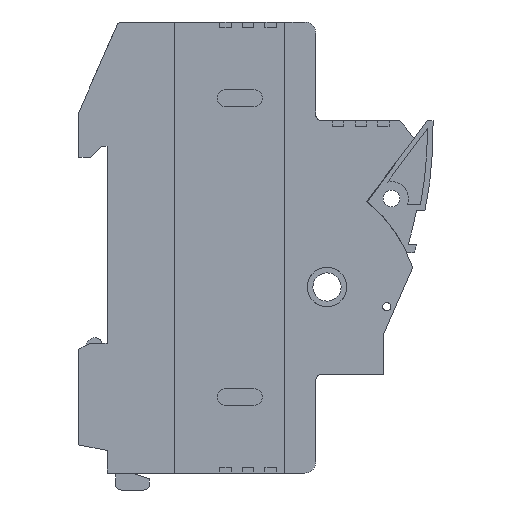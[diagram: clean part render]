
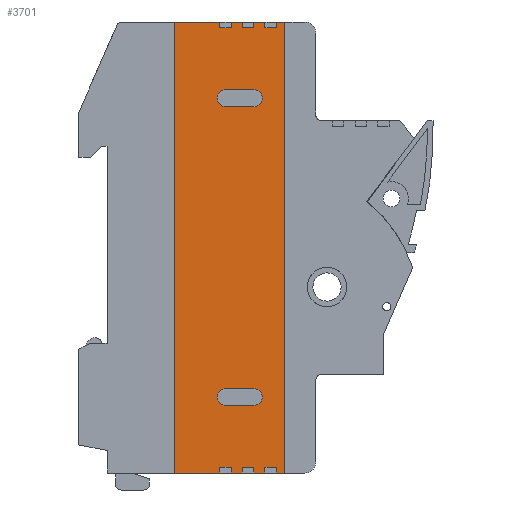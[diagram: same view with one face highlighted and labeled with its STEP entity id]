
A CAD part, left-side view. The second image highlights one B-rep face of the part: STEP entity #3701.
In plain terms, the highlighted planar face has unit normal (-1, 0, 0).
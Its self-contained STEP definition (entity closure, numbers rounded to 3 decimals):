
#1610=CARTESIAN_POINT('',(0.5,-17.0,80.0));
#1611=VERTEX_POINT('',#1610);
#1618=CARTESIAN_POINT('',(0.5,-25.0,80.0));
#1619=VERTEX_POINT('',#1618);
#1620=CARTESIAN_POINT('',(0.5,-17.,80.0));
#1621=DIRECTION('',(0.0,-1.0,0.0));
#1622=VECTOR('',#1621,8.);
#1623=LINE('',#1620,#1622);
#1624=EDGE_CURVE('',#1611,#1619,#1623,.T.);
#1642=CARTESIAN_POINT('',(0.5,-27.0,80.0));
#1643=VERTEX_POINT('',#1642);
#1650=CARTESIAN_POINT('',(0.5,-29.0,80.0));
#1651=VERTEX_POINT('',#1650);
#1652=CARTESIAN_POINT('',(0.5,-27.,80.0));
#1653=DIRECTION('',(0.0,-1.0,0.0));
#1654=VECTOR('',#1653,2.);
#1655=LINE('',#1652,#1654);
#1656=EDGE_CURVE('',#1643,#1651,#1655,.T.);
#1674=CARTESIAN_POINT('',(0.5,-31.0,80.0));
#1675=VERTEX_POINT('',#1674);
#1682=CARTESIAN_POINT('',(0.5,-33.0,80.0));
#1683=VERTEX_POINT('',#1682);
#1684=CARTESIAN_POINT('',(0.5,-31.0,80.0));
#1685=DIRECTION('',(0.0,-1.0,0.0));
#1686=VECTOR('',#1685,2.0);
#1687=LINE('',#1684,#1686);
#1688=EDGE_CURVE('',#1675,#1683,#1687,.T.);
#1706=CARTESIAN_POINT('',(0.5,-35.0,80.0));
#1707=VERTEX_POINT('',#1706);
#1714=CARTESIAN_POINT('',(0.5,-36.5,80.0));
#1715=VERTEX_POINT('',#1714);
#1716=CARTESIAN_POINT('',(0.5,-35.0,80.0));
#1717=DIRECTION('',(0.0,-1.0,0.0));
#1718=VECTOR('',#1717,1.5);
#1719=LINE('',#1716,#1718);
#1720=EDGE_CURVE('',#1707,#1715,#1719,.T.);
#2826=CARTESIAN_POINT('',(0.5,-31.0,68.0));
#2827=VERTEX_POINT('',#2826);
#2828=CARTESIAN_POINT('',(0.5,-31.0,65.));
#2829=VERTEX_POINT('',#2828);
#2830=CARTESIAN_POINT('',(0.5,-31.0,66.5));
#2831=DIRECTION('',(1.0,0.0,0.0));
#2832=DIRECTION('',(0.0,0.0,1.0));
#2833=AXIS2_PLACEMENT_3D('',#2830,#2831,#2832);
#2834=CIRCLE('',#2833,1.5);
#2835=EDGE_CURVE('',#2827,#2829,#2834,.T.);
#2869=CARTESIAN_POINT('',(0.5,-26.0,68.0));
#2870=VERTEX_POINT('',#2869);
#2871=CARTESIAN_POINT('',(0.5,-26.0,68.0));
#2872=DIRECTION('',(0.0,-1.0,0.0));
#2873=VECTOR('',#2872,5.0);
#2874=LINE('',#2871,#2873);
#2875=EDGE_CURVE('',#2870,#2827,#2874,.T.);
#2899=CARTESIAN_POINT('',(0.5,-26.0,65.));
#2900=VERTEX_POINT('',#2899);
#2901=CARTESIAN_POINT('',(0.5,-26.0,66.5));
#2902=DIRECTION('',(1.0,0.0,0.0));
#2903=DIRECTION('',(0.0,0.0,-1.0));
#2904=AXIS2_PLACEMENT_3D('',#2901,#2902,#2903);
#2905=CIRCLE('',#2904,1.5);
#2906=EDGE_CURVE('',#2900,#2870,#2905,.T.);
#2932=CARTESIAN_POINT('',(0.5,-31.0,65.));
#2933=DIRECTION('',(0.0,1.0,0.0));
#2934=VECTOR('',#2933,5.0);
#2935=LINE('',#2932,#2934);
#2936=EDGE_CURVE('',#2829,#2900,#2935,.T.);
#2966=CARTESIAN_POINT('',(0.5,-31.0,15.0));
#2967=VERTEX_POINT('',#2966);
#2968=CARTESIAN_POINT('',(0.5,-31.0,12.));
#2969=VERTEX_POINT('',#2968);
#2970=CARTESIAN_POINT('',(0.5,-31.0,13.5));
#2971=DIRECTION('',(1.0,0.0,0.0));
#2972=DIRECTION('',(0.0,0.0,-1.0));
#2973=AXIS2_PLACEMENT_3D('',#2970,#2971,#2972);
#2974=CIRCLE('',#2973,1.5);
#2975=EDGE_CURVE('',#2967,#2969,#2974,.T.);
#3008=CARTESIAN_POINT('',(0.5,-26.0,15.0));
#3009=VERTEX_POINT('',#3008);
#3010=CARTESIAN_POINT('',(0.5,-26.0,15.0));
#3011=DIRECTION('',(0.0,-1.0,0.0));
#3012=VECTOR('',#3011,5.0);
#3013=LINE('',#3010,#3012);
#3014=EDGE_CURVE('',#3009,#2967,#3013,.T.);
#3039=CARTESIAN_POINT('',(0.5,-26.0,12.));
#3040=VERTEX_POINT('',#3039);
#3041=CARTESIAN_POINT('',(0.5,-26.0,13.5));
#3042=DIRECTION('',(1.0,0.0,0.0));
#3043=DIRECTION('',(0.0,0.0,1.0));
#3044=AXIS2_PLACEMENT_3D('',#3041,#3042,#3043);
#3045=CIRCLE('',#3044,1.5);
#3046=EDGE_CURVE('',#3040,#3009,#3045,.T.);
#3073=CARTESIAN_POINT('',(0.5,-31.0,12.));
#3074=DIRECTION('',(0.0,1.0,0.0));
#3075=VECTOR('',#3074,5.0);
#3076=LINE('',#3073,#3075);
#3077=EDGE_CURVE('',#2969,#3040,#3076,.T.);
#3466=CARTESIAN_POINT('',(0.5,-17.0,0.0));
#3467=VERTEX_POINT('',#3466);
#3474=CARTESIAN_POINT('',(0.5,-17.0,0.0));
#3475=DIRECTION('',(0.0,0.0,1.0));
#3476=VECTOR('',#3475,80.0);
#3477=LINE('',#3474,#3476);
#3478=EDGE_CURVE('',#3467,#1611,#3477,.T.);
#3491=CARTESIAN_POINT('',(0.5,-36.5,0.0));
#3492=VERTEX_POINT('',#3491);
#3493=CARTESIAN_POINT('',(0.5,-36.5,80.0));
#3494=DIRECTION('',(0.0,0.0,-1.0));
#3495=VECTOR('',#3494,80.0);
#3496=LINE('',#3493,#3495);
#3497=EDGE_CURVE('',#1715,#3492,#3496,.T.);
#3508=CARTESIAN_POINT('',(0.5,-26.935,40.));
#3509=DIRECTION('',(1.0,0.0,0.0));
#3510=DIRECTION('',(0.0,0.0,-1.0));
#3511=AXIS2_PLACEMENT_3D('',#3508,#3509,#3510);
#3512=PLANE('',#3511);
#3513=CARTESIAN_POINT('',(0.5,-29.0,79.0));
#3514=VERTEX_POINT('',#3513);
#3515=CARTESIAN_POINT('',(0.5,-29.0,80.0));
#3516=DIRECTION('',(0.0,0.0,-1.0));
#3517=VECTOR('',#3516,1.0);
#3518=LINE('',#3515,#3517);
#3519=EDGE_CURVE('',#1651,#3514,#3518,.T.);
#3520=ORIENTED_EDGE('',*,*,#3519,.F.);
#3521=ORIENTED_EDGE('',*,*,#1656,.F.);
#3522=CARTESIAN_POINT('',(0.5,-27.0,79.0));
#3523=VERTEX_POINT('',#3522);
#3524=CARTESIAN_POINT('',(0.5,-27.0,79.0));
#3525=DIRECTION('',(0.0,0.0,1.0));
#3526=VECTOR('',#3525,1.0);
#3527=LINE('',#3524,#3526);
#3528=EDGE_CURVE('',#3523,#1643,#3527,.T.);
#3529=ORIENTED_EDGE('',*,*,#3528,.F.);
#3530=CARTESIAN_POINT('',(0.5,-25.0,79.0));
#3531=VERTEX_POINT('',#3530);
#3532=CARTESIAN_POINT('',(0.5,-25.0,79.0));
#3533=DIRECTION('',(0.0,-1.0,0.0));
#3534=VECTOR('',#3533,2.0);
#3535=LINE('',#3532,#3534);
#3536=EDGE_CURVE('',#3531,#3523,#3535,.T.);
#3537=ORIENTED_EDGE('',*,*,#3536,.F.);
#3538=CARTESIAN_POINT('',(0.5,-25.0,80.0));
#3539=DIRECTION('',(0.0,0.0,-1.0));
#3540=VECTOR('',#3539,1.0);
#3541=LINE('',#3538,#3540);
#3542=EDGE_CURVE('',#1619,#3531,#3541,.T.);
#3543=ORIENTED_EDGE('',*,*,#3542,.F.);
#3544=ORIENTED_EDGE('',*,*,#1624,.F.);
#3545=ORIENTED_EDGE('',*,*,#3478,.F.);
#3546=CARTESIAN_POINT('',(0.5,-25.0,0.0));
#3547=VERTEX_POINT('',#3546);
#3548=CARTESIAN_POINT('',(0.5,-25.0,0.0));
#3549=DIRECTION('',(0.0,1.0,0.0));
#3550=VECTOR('',#3549,8.0);
#3551=LINE('',#3548,#3550);
#3552=EDGE_CURVE('',#3547,#3467,#3551,.T.);
#3553=ORIENTED_EDGE('',*,*,#3552,.F.);
#3554=CARTESIAN_POINT('',(0.5,-25.0,1.));
#3555=VERTEX_POINT('',#3554);
#3556=CARTESIAN_POINT('',(0.5,-25.0,1.));
#3557=DIRECTION('',(0.0,0.0,-1.0));
#3558=VECTOR('',#3557,1.);
#3559=LINE('',#3556,#3558);
#3560=EDGE_CURVE('',#3555,#3547,#3559,.T.);
#3561=ORIENTED_EDGE('',*,*,#3560,.F.);
#3562=CARTESIAN_POINT('',(0.5,-27.0,1.));
#3563=VERTEX_POINT('',#3562);
#3564=CARTESIAN_POINT('',(0.5,-27.0,1.));
#3565=DIRECTION('',(0.0,1.0,0.0));
#3566=VECTOR('',#3565,2.0);
#3567=LINE('',#3564,#3566);
#3568=EDGE_CURVE('',#3563,#3555,#3567,.T.);
#3569=ORIENTED_EDGE('',*,*,#3568,.F.);
#3570=CARTESIAN_POINT('',(0.5,-27.0,0.0));
#3571=VERTEX_POINT('',#3570);
#3572=CARTESIAN_POINT('',(0.5,-27.0,0.0));
#3573=DIRECTION('',(0.0,0.0,1.0));
#3574=VECTOR('',#3573,1.);
#3575=LINE('',#3572,#3574);
#3576=EDGE_CURVE('',#3571,#3563,#3575,.T.);
#3577=ORIENTED_EDGE('',*,*,#3576,.F.);
#3578=CARTESIAN_POINT('',(0.5,-29.0,0.0));
#3579=VERTEX_POINT('',#3578);
#3580=CARTESIAN_POINT('',(0.5,-29.0,0.0));
#3581=DIRECTION('',(0.0,1.0,0.0));
#3582=VECTOR('',#3581,2.0);
#3583=LINE('',#3580,#3582);
#3584=EDGE_CURVE('',#3579,#3571,#3583,.T.);
#3585=ORIENTED_EDGE('',*,*,#3584,.F.);
#3586=CARTESIAN_POINT('',(0.5,-29.0,1.));
#3587=VERTEX_POINT('',#3586);
#3588=CARTESIAN_POINT('',(0.5,-29.0,1.));
#3589=DIRECTION('',(0.0,0.0,-1.0));
#3590=VECTOR('',#3589,1.);
#3591=LINE('',#3588,#3590);
#3592=EDGE_CURVE('',#3587,#3579,#3591,.T.);
#3593=ORIENTED_EDGE('',*,*,#3592,.F.);
#3594=CARTESIAN_POINT('',(0.5,-31.0,1.));
#3595=VERTEX_POINT('',#3594);
#3596=CARTESIAN_POINT('',(0.5,-31.0,1.));
#3597=DIRECTION('',(0.0,1.0,0.0));
#3598=VECTOR('',#3597,2.0);
#3599=LINE('',#3596,#3598);
#3600=EDGE_CURVE('',#3595,#3587,#3599,.T.);
#3601=ORIENTED_EDGE('',*,*,#3600,.F.);
#3602=CARTESIAN_POINT('',(0.5,-31.0,0.0));
#3603=VERTEX_POINT('',#3602);
#3604=CARTESIAN_POINT('',(0.5,-31.0,0.0));
#3605=DIRECTION('',(0.0,0.0,1.0));
#3606=VECTOR('',#3605,1.);
#3607=LINE('',#3604,#3606);
#3608=EDGE_CURVE('',#3603,#3595,#3607,.T.);
#3609=ORIENTED_EDGE('',*,*,#3608,.F.);
#3610=CARTESIAN_POINT('',(0.5,-33.0,0.0));
#3611=VERTEX_POINT('',#3610);
#3612=CARTESIAN_POINT('',(0.5,-33.0,0.0));
#3613=DIRECTION('',(0.0,1.0,0.0));
#3614=VECTOR('',#3613,2.0);
#3615=LINE('',#3612,#3614);
#3616=EDGE_CURVE('',#3611,#3603,#3615,.T.);
#3617=ORIENTED_EDGE('',*,*,#3616,.F.);
#3618=CARTESIAN_POINT('',(0.5,-33.0,1.));
#3619=VERTEX_POINT('',#3618);
#3620=CARTESIAN_POINT('',(0.5,-33.0,1.));
#3621=DIRECTION('',(0.0,0.0,-1.0));
#3622=VECTOR('',#3621,1.);
#3623=LINE('',#3620,#3622);
#3624=EDGE_CURVE('',#3619,#3611,#3623,.T.);
#3625=ORIENTED_EDGE('',*,*,#3624,.F.);
#3626=CARTESIAN_POINT('',(0.5,-35.0,1.));
#3627=VERTEX_POINT('',#3626);
#3628=CARTESIAN_POINT('',(0.5,-35.0,1.));
#3629=DIRECTION('',(0.0,1.0,0.0));
#3630=VECTOR('',#3629,2.0);
#3631=LINE('',#3628,#3630);
#3632=EDGE_CURVE('',#3627,#3619,#3631,.T.);
#3633=ORIENTED_EDGE('',*,*,#3632,.F.);
#3634=CARTESIAN_POINT('',(0.5,-35.0,0.0));
#3635=VERTEX_POINT('',#3634);
#3636=CARTESIAN_POINT('',(0.5,-35.0,0.0));
#3637=DIRECTION('',(0.0,0.0,1.0));
#3638=VECTOR('',#3637,1.);
#3639=LINE('',#3636,#3638);
#3640=EDGE_CURVE('',#3635,#3627,#3639,.T.);
#3641=ORIENTED_EDGE('',*,*,#3640,.F.);
#3642=CARTESIAN_POINT('',(0.5,-36.5,0.0));
#3643=DIRECTION('',(0.0,1.0,0.0));
#3644=VECTOR('',#3643,1.5);
#3645=LINE('',#3642,#3644);
#3646=EDGE_CURVE('',#3492,#3635,#3645,.T.);
#3647=ORIENTED_EDGE('',*,*,#3646,.F.);
#3648=ORIENTED_EDGE('',*,*,#3497,.F.);
#3649=ORIENTED_EDGE('',*,*,#1720,.F.);
#3650=CARTESIAN_POINT('',(0.5,-35.0,79.0));
#3651=VERTEX_POINT('',#3650);
#3652=CARTESIAN_POINT('',(0.5,-35.0,79.0));
#3653=DIRECTION('',(0.0,0.0,1.0));
#3654=VECTOR('',#3653,1.0);
#3655=LINE('',#3652,#3654);
#3656=EDGE_CURVE('',#3651,#1707,#3655,.T.);
#3657=ORIENTED_EDGE('',*,*,#3656,.F.);
#3658=CARTESIAN_POINT('',(0.5,-33.0,79.0));
#3659=VERTEX_POINT('',#3658);
#3660=CARTESIAN_POINT('',(0.5,-33.0,79.0));
#3661=DIRECTION('',(0.0,-1.0,0.0));
#3662=VECTOR('',#3661,2.0);
#3663=LINE('',#3660,#3662);
#3664=EDGE_CURVE('',#3659,#3651,#3663,.T.);
#3665=ORIENTED_EDGE('',*,*,#3664,.F.);
#3666=CARTESIAN_POINT('',(0.5,-33.0,80.0));
#3667=DIRECTION('',(0.0,0.0,-1.0));
#3668=VECTOR('',#3667,1.0);
#3669=LINE('',#3666,#3668);
#3670=EDGE_CURVE('',#1683,#3659,#3669,.T.);
#3671=ORIENTED_EDGE('',*,*,#3670,.F.);
#3672=ORIENTED_EDGE('',*,*,#1688,.F.);
#3673=CARTESIAN_POINT('',(0.5,-31.0,79.0));
#3674=VERTEX_POINT('',#3673);
#3675=CARTESIAN_POINT('',(0.5,-31.0,79.0));
#3676=DIRECTION('',(0.0,0.0,1.0));
#3677=VECTOR('',#3676,1.0);
#3678=LINE('',#3675,#3677);
#3679=EDGE_CURVE('',#3674,#1675,#3678,.T.);
#3680=ORIENTED_EDGE('',*,*,#3679,.F.);
#3681=CARTESIAN_POINT('',(0.5,-29.,79.0));
#3682=DIRECTION('',(0.0,-1.0,0.0));
#3683=VECTOR('',#3682,2.);
#3684=LINE('',#3681,#3683);
#3685=EDGE_CURVE('',#3514,#3674,#3684,.T.);
#3686=ORIENTED_EDGE('',*,*,#3685,.F.);
#3687=EDGE_LOOP('',(#3520,#3521,#3529,#3537,#3543,#3544,#3545,#3553,#3561,#3569,#3577,#3585,#3593,#3601,#3609,#3617,#3625,#3633,#3641,#3647,#3648,#3649,#3657,#3665,#3671,#3672,#3680,#3686));
#3688=FACE_OUTER_BOUND('',#3687,.T.);
#3689=ORIENTED_EDGE('',*,*,#2835,.T.);
#3690=ORIENTED_EDGE('',*,*,#2936,.T.);
#3691=ORIENTED_EDGE('',*,*,#2906,.T.);
#3692=ORIENTED_EDGE('',*,*,#2875,.T.);
#3693=EDGE_LOOP('',(#3689,#3690,#3691,#3692));
#3694=FACE_BOUND('',#3693,.T.);
#3695=ORIENTED_EDGE('',*,*,#2975,.T.);
#3696=ORIENTED_EDGE('',*,*,#3077,.T.);
#3697=ORIENTED_EDGE('',*,*,#3046,.T.);
#3698=ORIENTED_EDGE('',*,*,#3014,.T.);
#3699=EDGE_LOOP('',(#3695,#3696,#3697,#3698));
#3700=FACE_BOUND('',#3699,.T.);
#3701=ADVANCED_FACE('',(#3688,#3694,#3700),#3512,.F.);
